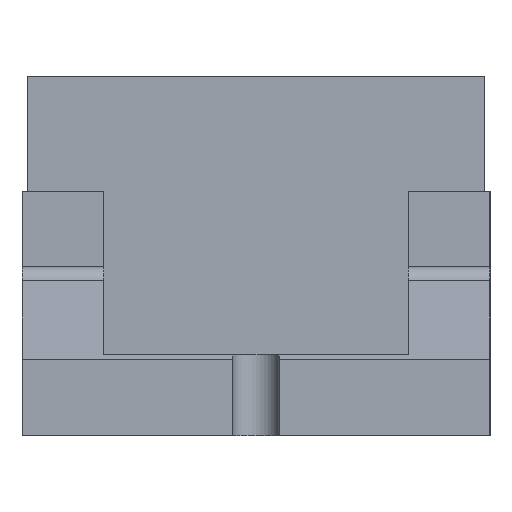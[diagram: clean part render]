
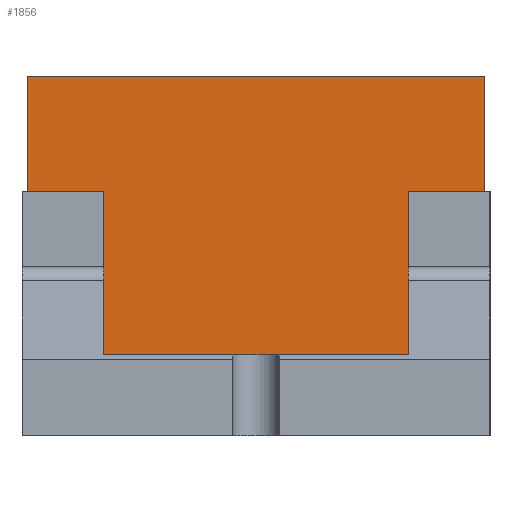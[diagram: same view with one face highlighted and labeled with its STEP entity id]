
A CAD part, left-side view. The second image highlights one B-rep face of the part: STEP entity #1856.
In plain terms, the highlighted planar face has unit normal (-1, 0, 0).
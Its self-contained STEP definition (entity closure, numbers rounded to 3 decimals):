
#148=PLANE('',#2059);
#267=FACE_OUTER_BOUND('',#427,.T.);
#427=EDGE_LOOP('',(#1655,#1656,#1657,#1658,#1659,#1660,#1661,#1662));
#473=LINE('',#2679,#629);
#476=LINE('',#2685,#632);
#539=LINE('',#3002,#695);
#543=LINE('',#3011,#699);
#549=LINE('',#3021,#705);
#595=LINE('',#3120,#751);
#598=LINE('',#3125,#754);
#599=LINE('',#3126,#755);
#629=VECTOR('',#2115,30.);
#632=VECTOR('',#2120,30.);
#695=VECTOR('',#2463,56.);
#699=VECTOR('',#2473,14.);
#705=VECTOR('',#2481,14.);
#751=VECTOR('',#2593,21.175);
#754=VECTOR('',#2598,84.);
#755=VECTOR('',#2599,21.175);
#863=VERTEX_POINT('',#2676);
#864=VERTEX_POINT('',#2678);
#865=VERTEX_POINT('',#2682);
#866=VERTEX_POINT('',#2684);
#982=VERTEX_POINT('',#3010);
#985=VERTEX_POINT('',#3019);
#1005=VERTEX_POINT('',#3118);
#1006=VERTEX_POINT('',#3124);
#1039=EDGE_CURVE('',#863,#864,#473,.T.);
#1042=EDGE_CURVE('',#866,#865,#476,.T.);
#1172=EDGE_CURVE('',#864,#865,#539,.T.);
#1176=EDGE_CURVE('',#982,#866,#543,.T.);
#1182=EDGE_CURVE('',#863,#985,#549,.T.);
#1231=EDGE_CURVE('',#1005,#985,#595,.T.);
#1234=EDGE_CURVE('',#1006,#1005,#598,.T.);
#1235=EDGE_CURVE('',#982,#1006,#599,.T.);
#1655=ORIENTED_EDGE('',*,*,#1176,.T.);
#1656=ORIENTED_EDGE('',*,*,#1042,.T.);
#1657=ORIENTED_EDGE('',*,*,#1172,.F.);
#1658=ORIENTED_EDGE('',*,*,#1039,.F.);
#1659=ORIENTED_EDGE('',*,*,#1182,.T.);
#1660=ORIENTED_EDGE('',*,*,#1231,.F.);
#1661=ORIENTED_EDGE('',*,*,#1234,.F.);
#1662=ORIENTED_EDGE('',*,*,#1235,.F.);
#1856=ADVANCED_FACE('',(#267),#148,.T.);
#2059=AXIS2_PLACEMENT_3D('',#3123,#2596,#2597);
#2115=DIRECTION('',(0.,0.,-1.));
#2120=DIRECTION('',(0.,0.,-1.));
#2463=DIRECTION('',(0.,1.,0.));
#2473=DIRECTION('',(0.,-1.,0.));
#2481=DIRECTION('',(0.,-1.,0.));
#2593=DIRECTION('',(0.,0.,-1.));
#2596=DIRECTION('center_axis',(-1.,0.,0.));
#2597=DIRECTION('ref_axis',(0.,0.,1.));
#2598=DIRECTION('',(0.,-1.,0.));
#2599=DIRECTION('',(0.,0.,1.));
#2676=CARTESIAN_POINT('',(-74.75,-28.,43.325));
#2678=CARTESIAN_POINT('',(-74.75,-28.,13.325));
#2679=CARTESIAN_POINT('',(-74.75,-28.,43.325));
#2682=CARTESIAN_POINT('',(-74.75,28.,13.325));
#2684=CARTESIAN_POINT('',(-74.75,28.,43.325));
#2685=CARTESIAN_POINT('',(-74.75,28.,43.325));
#3002=CARTESIAN_POINT('',(-74.75,42.,13.325));
#3010=CARTESIAN_POINT('',(-74.75,42.,43.325));
#3011=CARTESIAN_POINT('',(-74.75,0.,43.325));
#3019=CARTESIAN_POINT('',(-74.75,-42.,43.325));
#3021=CARTESIAN_POINT('',(-74.75,0.,43.325));
#3118=CARTESIAN_POINT('',(-74.75,-42.,64.5));
#3120=CARTESIAN_POINT('',(-74.75,-42.,64.5));
#3123=CARTESIAN_POINT('Origin',(-74.75,0.,0.));
#3124=CARTESIAN_POINT('',(-74.75,42.,64.5));
#3125=CARTESIAN_POINT('',(-74.75,0.,64.5));
#3126=CARTESIAN_POINT('',(-74.75,42.,64.5));
